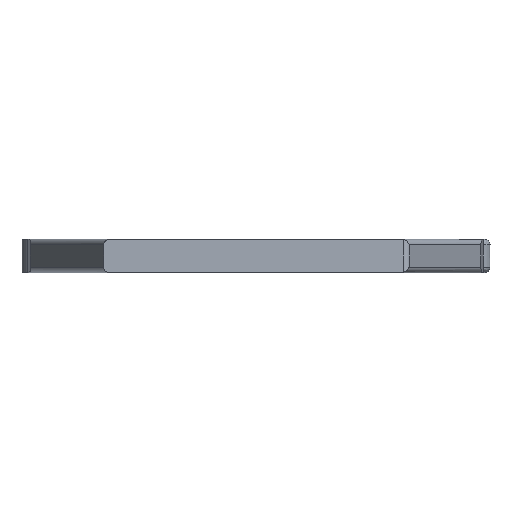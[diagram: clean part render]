
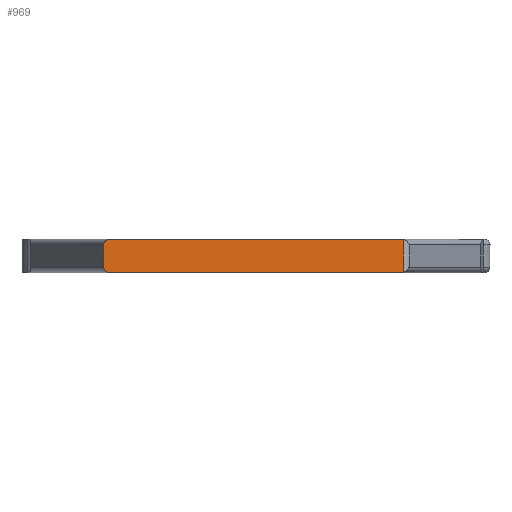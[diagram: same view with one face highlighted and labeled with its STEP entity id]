
A CAD part, front view. The second image highlights one B-rep face of the part: STEP entity #969.
In plain terms, the highlighted planar face has unit normal (0, -1, 0).
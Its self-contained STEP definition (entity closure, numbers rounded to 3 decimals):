
#33 = VECTOR ( 'NONE', #1371, 1000. ) ;
#48 = VERTEX_POINT ( 'NONE', #64 ) ;
#53 = EDGE_CURVE ( 'NONE', #130, #747, #324, .T. ) ;
#64 = CARTESIAN_POINT ( 'NONE',  ( 22.68, -1.814, 0.034 ) ) ;
#108 = LINE ( 'NONE', #490, #33 ) ;
#130 = VERTEX_POINT ( 'NONE', #2091 ) ;
#132 = ORIENTED_EDGE ( 'NONE', *, *, #2222, .T. ) ;
#166 =( BOUNDED_CURVE ( )  B_SPLINE_CURVE ( 3, ( #233, #800, #775, #1658 ),
 .UNSPECIFIED., .F., .T. ) 
 B_SPLINE_CURVE_WITH_KNOTS ( ( 4, 4 ),
 ( 1.571, 1.943 ),
 .UNSPECIFIED. ) 
 CURVE ( )  GEOMETRIC_REPRESENTATION_ITEM ( )  RATIONAL_B_SPLINE_CURVE ( ( 1., 0.989, 0.989, 1. ) ) 
 REPRESENTATION_ITEM ( '' )  );
#195 = ORIENTED_EDGE ( 'NONE', *, *, #53, .T. ) ;
#196 = EDGE_CURVE ( 'NONE', #2254, #1209, #108, .T. ) ;
#233 = CARTESIAN_POINT ( 'NONE',  ( 22.485, -1.814, 0. ) ) ;
#277 = CARTESIAN_POINT ( 'NONE',  ( -3.779, -1.814, 0. ) ) ;
#294 = VECTOR ( 'NONE', #1594, 1000. ) ;
#324 =( BOUNDED_CURVE ( )  B_SPLINE_CURVE ( 3, ( #1518, #791, #616, #277 ),
 .UNSPECIFIED., .F., .T. ) 
 B_SPLINE_CURVE_WITH_KNOTS ( ( 4, 4 ),
 ( 0., 1.571 ),
 .UNSPECIFIED. ) 
 CURVE ( )  GEOMETRIC_REPRESENTATION_ITEM ( )  RATIONAL_B_SPLINE_CURVE ( ( 1., 0.805, 0.805, 1. ) ) 
 REPRESENTATION_ITEM ( '' )  );
#336 = CARTESIAN_POINT ( 'NONE',  ( -3.779, -1.814, 3. ) ) ;
#346 = CARTESIAN_POINT ( 'NONE',  ( -4.094, -1.814, 3. ) ) ;
#388 = ORIENTED_EDGE ( 'NONE', *, *, #999, .T. ) ;
#429 = EDGE_CURVE ( 'NONE', #1653, #130, #656, .T. ) ;
#468 = PLANE ( 'NONE',  #2270 ) ;
#472 = DIRECTION ( 'NONE',  ( 0., 0., -1. ) ) ;
#482 = VECTOR ( 'NONE', #1771, 1000. ) ;
#490 = CARTESIAN_POINT ( 'NONE',  ( -4.316, -1.814, 3. ) ) ;
#524 = LINE ( 'NONE', #1065, #482 ) ;
#539 = CARTESIAN_POINT ( 'NONE',  ( 22.485, -1.814, 3. ) ) ;
#556 =( BOUNDED_CURVE ( )  B_SPLINE_CURVE ( 3, ( #336, #346, #2099, #1056 ),
 .UNSPECIFIED., .F., .T. ) 
 B_SPLINE_CURVE_WITH_KNOTS ( ( 4, 4 ),
 ( 1.571, 3.142 ),
 .UNSPECIFIED. ) 
 CURVE ( )  GEOMETRIC_REPRESENTATION_ITEM ( )  RATIONAL_B_SPLINE_CURVE ( ( 1., 0.805, 0.805, 1. ) ) 
 REPRESENTATION_ITEM ( '' )  );
#616 = CARTESIAN_POINT ( 'NONE',  ( -4.094, -1.814, 0. ) ) ;
#656 = LINE ( 'NONE', #1366, #1311 ) ;
#747 = VERTEX_POINT ( 'NONE', #2171 ) ;
#775 = CARTESIAN_POINT ( 'NONE',  ( 22.618, -1.814, 0.012 ) ) ;
#784 = ORIENTED_EDGE ( 'NONE', *, *, #1288, .T. ) ;
#791 = CARTESIAN_POINT ( 'NONE',  ( -4.316, -1.814, 0.207 ) ) ;
#800 = CARTESIAN_POINT ( 'NONE',  ( 22.552, -1.814, 0. ) ) ;
#802 = CARTESIAN_POINT ( 'NONE',  ( 2.064, -1.814, 3. ) ) ;
#804 = CARTESIAN_POINT ( 'NONE',  ( 22.485, -1.814, 0. ) ) ;
#827 = FACE_OUTER_BOUND ( 'NONE', #1766, .T. ) ;
#885 = CARTESIAN_POINT ( 'NONE',  ( 22.552, -1.814, 3. ) ) ;
#888 = LINE ( 'NONE', #1285, #294 ) ;
#959 = ORIENTED_EDGE ( 'NONE', *, *, #1622, .T. ) ;
#961 =( BOUNDED_CURVE ( )  B_SPLINE_CURVE ( 3, ( #1222, #2129, #885, #1186 ),
 .UNSPECIFIED., .F., .T. ) 
 B_SPLINE_CURVE_WITH_KNOTS ( ( 4, 4 ),
 ( 1.199, 1.571 ),
 .UNSPECIFIED. ) 
 CURVE ( )  GEOMETRIC_REPRESENTATION_ITEM ( )  RATIONAL_B_SPLINE_CURVE ( ( 1., 0.989, 0.989, 1. ) ) 
 REPRESENTATION_ITEM ( '' )  );
#969 = ADVANCED_FACE ( 'NONE', ( #827 ), #468, .F. ) ;
#999 = EDGE_CURVE ( 'NONE', #1504, #1209, #961, .T. ) ;
#1008 = CARTESIAN_POINT ( 'NONE',  ( 22.68, -1.814, 2.966 ) ) ;
#1056 = CARTESIAN_POINT ( 'NONE',  ( -4.316, -1.814, 2.5 ) ) ;
#1065 = CARTESIAN_POINT ( 'NONE',  ( 2.064, -1.814, 0. ) ) ;
#1186 = CARTESIAN_POINT ( 'NONE',  ( 22.485, -1.814, 3. ) ) ;
#1209 = VERTEX_POINT ( 'NONE', #539 ) ;
#1222 = CARTESIAN_POINT ( 'NONE',  ( 22.68, -1.814, 2.966 ) ) ;
#1285 = CARTESIAN_POINT ( 'NONE',  ( 22.68, -1.814, 3. ) ) ;
#1288 = EDGE_CURVE ( 'NONE', #1756, #48, #166, .T. ) ;
#1311 = VECTOR ( 'NONE', #472, 1000. ) ;
#1366 = CARTESIAN_POINT ( 'NONE',  ( -4.316, -1.814, 3. ) ) ;
#1371 = DIRECTION ( 'NONE',  ( 1., 0., 0. ) ) ;
#1504 = VERTEX_POINT ( 'NONE', #1008 ) ;
#1518 = CARTESIAN_POINT ( 'NONE',  ( -4.316, -1.814, 0.5 ) ) ;
#1551 = CARTESIAN_POINT ( 'NONE',  ( -3.779, -1.814, 3. ) ) ;
#1594 = DIRECTION ( 'NONE',  ( 0., 0., 1. ) ) ;
#1622 = EDGE_CURVE ( 'NONE', #747, #1756, #524, .T. ) ;
#1653 = VERTEX_POINT ( 'NONE', #1849 ) ;
#1658 = CARTESIAN_POINT ( 'NONE',  ( 22.68, -1.814, 0.034 ) ) ;
#1756 = VERTEX_POINT ( 'NONE', #804 ) ;
#1766 = EDGE_LOOP ( 'NONE', ( #1893, #195, #959, #784, #2203, #388, #2179, #132 ) ) ;
#1771 = DIRECTION ( 'NONE',  ( 1., 0., 0. ) ) ;
#1849 = CARTESIAN_POINT ( 'NONE',  ( -4.316, -1.814, 2.5 ) ) ;
#1893 = ORIENTED_EDGE ( 'NONE', *, *, #429, .T. ) ;
#1952 = EDGE_CURVE ( 'NONE', #48, #1504, #888, .T. ) ;
#2043 = DIRECTION ( 'NONE',  ( -1., 0., 0. ) ) ;
#2091 = CARTESIAN_POINT ( 'NONE',  ( -4.316, -1.814, 0.5 ) ) ;
#2099 = CARTESIAN_POINT ( 'NONE',  ( -4.316, -1.814, 2.793 ) ) ;
#2129 = CARTESIAN_POINT ( 'NONE',  ( 22.618, -1.814, 2.988 ) ) ;
#2171 = CARTESIAN_POINT ( 'NONE',  ( -3.779, -1.814, 0. ) ) ;
#2179 = ORIENTED_EDGE ( 'NONE', *, *, #196, .F. ) ;
#2199 = DIRECTION ( 'NONE',  ( 0., 1., 0. ) ) ;
#2203 = ORIENTED_EDGE ( 'NONE', *, *, #1952, .T. ) ;
#2222 = EDGE_CURVE ( 'NONE', #2254, #1653, #556, .T. ) ;
#2254 = VERTEX_POINT ( 'NONE', #1551 ) ;
#2270 = AXIS2_PLACEMENT_3D ( 'NONE', #802, #2199, #2043 ) ;
